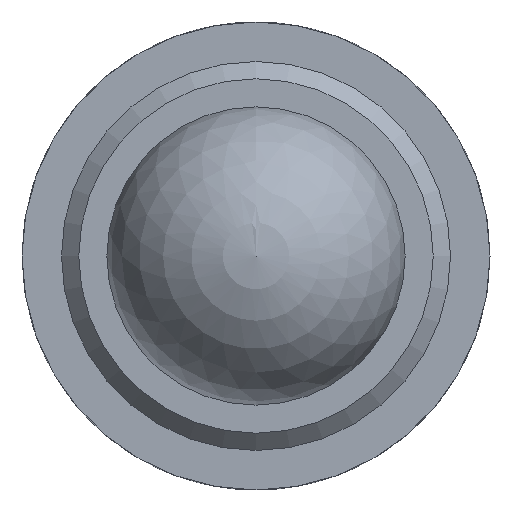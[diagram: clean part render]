
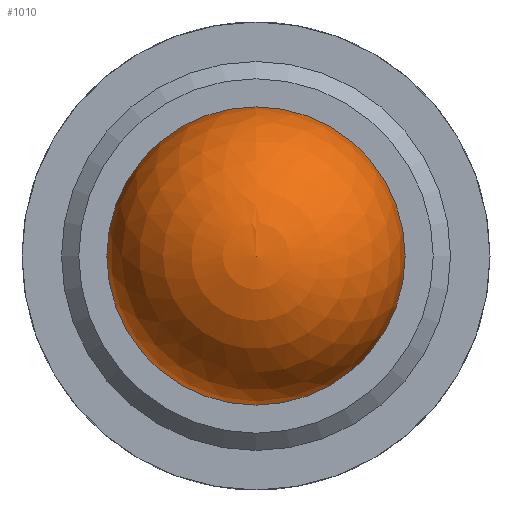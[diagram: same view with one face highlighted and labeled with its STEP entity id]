
A CAD part, front view. The second image highlights one B-rep face of the part: STEP entity #1010.
In plain terms, the highlighted spherical face has radius 12.75 mm.
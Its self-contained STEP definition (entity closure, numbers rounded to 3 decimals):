
#19=SPHERICAL_SURFACE('',#1150,12.75);
#118=FACE_OUTER_BOUND('',#195,.T.);
#195=EDGE_LOOP('',(#784,#785,#786,#787));
#370=CIRCLE('',#1151,12.75);
#371=CIRCLE('',#1152,12.75);
#372=CIRCLE('',#1153,12.75);
#457=VERTEX_POINT('',#1756);
#458=VERTEX_POINT('',#1757);
#459=VERTEX_POINT('',#1759);
#575=EDGE_CURVE('',#457,#458,#370,.T.);
#576=EDGE_CURVE('',#458,#459,#371,.T.);
#577=EDGE_CURVE('',#458,#457,#372,.T.);
#784=ORIENTED_EDGE('',*,*,#575,.T.);
#785=ORIENTED_EDGE('',*,*,#576,.T.);
#786=ORIENTED_EDGE('',*,*,#576,.F.);
#787=ORIENTED_EDGE('',*,*,#577,.T.);
#1010=ADVANCED_FACE('',(#118),#19,.T.);
#1150=AXIS2_PLACEMENT_3D('',#1755,#1428,#1429);
#1151=AXIS2_PLACEMENT_3D('',#1758,#1430,#1431);
#1152=AXIS2_PLACEMENT_3D('',#1760,#1432,#1433);
#1153=AXIS2_PLACEMENT_3D('',#1761,#1434,#1435);
#1428=DIRECTION('center_axis',(0.,1.,0.));
#1429=DIRECTION('ref_axis',(0.,0.,-1.));
#1430=DIRECTION('center_axis',(0.,-1.,0.));
#1431=DIRECTION('ref_axis',(1.,0.,0.));
#1432=DIRECTION('center_axis',(1.,0.,0.));
#1433=DIRECTION('ref_axis',(0.,0.,1.));
#1434=DIRECTION('center_axis',(0.,-1.,0.));
#1435=DIRECTION('ref_axis',(1.,0.,0.));
#1755=CARTESIAN_POINT('Origin',(0.,12.75,0.));
#1756=CARTESIAN_POINT('',(-12.75,12.75,0.));
#1757=CARTESIAN_POINT('',(0.,12.75,12.75));
#1758=CARTESIAN_POINT('Origin',(0.,12.75,0.));
#1759=CARTESIAN_POINT('',(0.,0.,0.));
#1760=CARTESIAN_POINT('Origin',(0.,12.75,0.));
#1761=CARTESIAN_POINT('Origin',(0.,12.75,0.));
